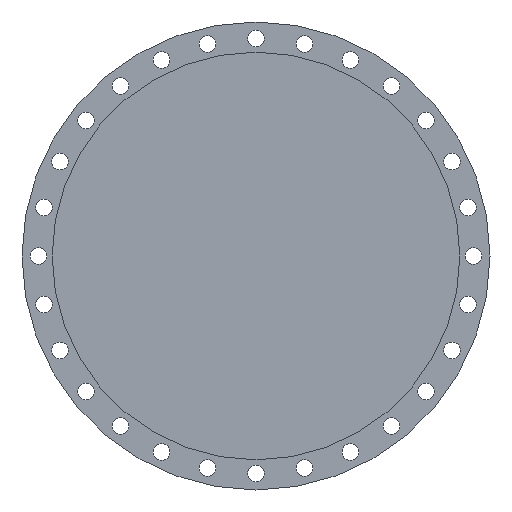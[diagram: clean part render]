
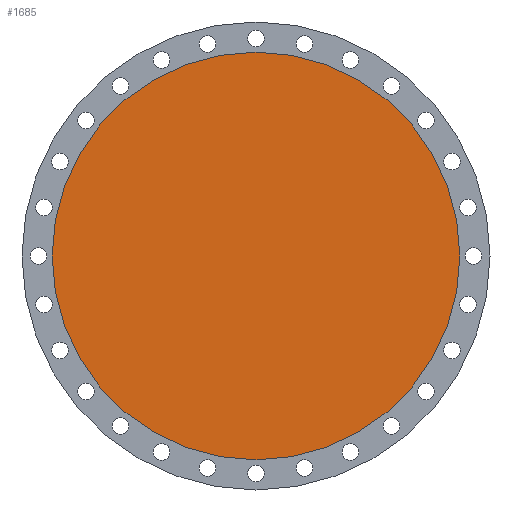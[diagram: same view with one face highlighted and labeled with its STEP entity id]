
A CAD part, left-side view. The second image highlights one B-rep face of the part: STEP entity #1685.
In plain terms, the highlighted planar face has unit normal (-1, 0, 0).
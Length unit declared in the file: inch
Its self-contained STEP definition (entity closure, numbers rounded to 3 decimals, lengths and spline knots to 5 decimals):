
#11 = FACE_OUTER_BOUND ( 'NONE', #1509, .T. ) ;
#20 = CARTESIAN_POINT ( 'NONE',  ( 0., 0., 0. ) ) ;
#243 = EDGE_CURVE ( 'NONE', #2276, #2161, #2072, .T. ) ;
#401 = AXIS2_PLACEMENT_3D ( 'NONE', #20, #1602, #883 ) ;
#806 = CARTESIAN_POINT ( 'NONE',  ( 0., 0., 0. ) ) ;
#879 = DIRECTION ( 'NONE',  ( -1., 0., 0. ) ) ;
#883 = DIRECTION ( 'NONE',  ( 0., 0., 1. ) ) ;
#904 = PLANE ( 'NONE',  #401 ) ;
#1001 = ORIENTED_EDGE ( 'NONE', *, *, #243, .T. ) ;
#1235 = CARTESIAN_POINT ( 'NONE',  ( 0., 0., 16.875 ) ) ;
#1236 = DIRECTION ( 'NONE',  ( 0., 0., 1. ) ) ;
#1242 = CARTESIAN_POINT ( 'NONE',  ( 0., 0., 0. ) ) ;
#1351 = EDGE_CURVE ( 'NONE', #2161, #2276, #1588, .T. ) ;
#1509 = EDGE_LOOP ( 'NONE', ( #2223, #1001 ) ) ;
#1510 = DIRECTION ( 'NONE',  ( -1., 0., 0. ) ) ;
#1581 = AXIS2_PLACEMENT_3D ( 'NONE', #806, #1510, #2248 ) ;
#1588 = CIRCLE ( 'NONE', #1893, 16.875 ) ;
#1602 = DIRECTION ( 'NONE',  ( -1., 0., 0. ) ) ;
#1685 = ADVANCED_FACE ( 'NONE', ( #11 ), #904, .T. ) ;
#1841 = CARTESIAN_POINT ( 'NONE',  ( 0., 0., -16.875 ) ) ;
#1893 = AXIS2_PLACEMENT_3D ( 'NONE', #1242, #879, #1236 ) ;
#2072 = CIRCLE ( 'NONE', #1581, 16.875 ) ;
#2161 = VERTEX_POINT ( 'NONE', #1235 ) ;
#2223 = ORIENTED_EDGE ( 'NONE', *, *, #1351, .T. ) ;
#2248 = DIRECTION ( 'NONE',  ( 0., 0., 1. ) ) ;
#2276 = VERTEX_POINT ( 'NONE', #1841 ) ;
